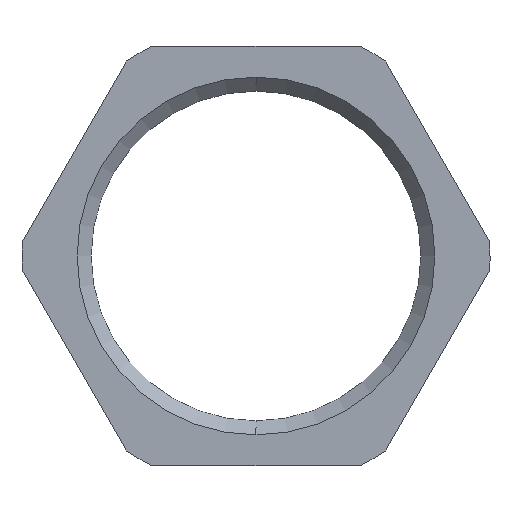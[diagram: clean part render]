
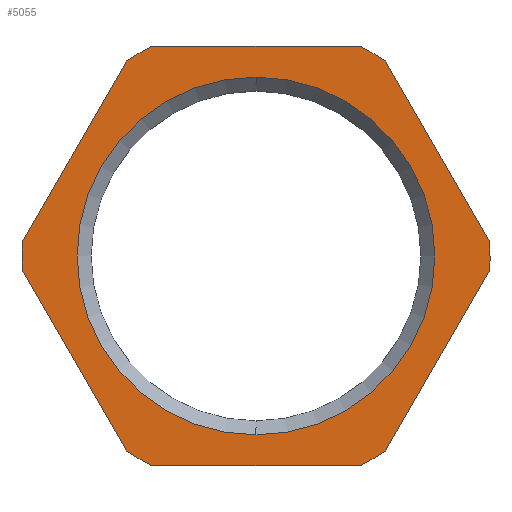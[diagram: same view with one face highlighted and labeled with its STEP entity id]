
A CAD part, left-side view. The second image highlights one B-rep face of the part: STEP entity #5055.
In plain terms, the highlighted planar face has unit normal (-1, 0, 0).
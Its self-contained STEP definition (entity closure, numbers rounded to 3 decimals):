
#23 = DIRECTION ( 'NONE',  ( 1., 0., 0. ) ) ;
#121 = AXIS2_PLACEMENT_3D ( 'NONE', #536, #6796, #2471 ) ;
#124 = EDGE_CURVE ( 'NONE', #6097, #346, #4089, .T. ) ;
#239 = VERTEX_POINT ( 'NONE', #7728 ) ;
#290 = DIRECTION ( 'NONE',  ( 0., -1., 0. ) ) ;
#327 = CARTESIAN_POINT ( 'NONE',  ( -3.5, 8.66, 15. ) ) ;
#346 = VERTEX_POINT ( 'NONE', #1144 ) ;
#394 = LINE ( 'NONE', #5986, #6820 ) ;
#491 = PLANE ( 'NONE',  #2495 ) ;
#501 = CARTESIAN_POINT ( 'NONE',  ( -3.5, -7.454, 15. ) ) ;
#536 = CARTESIAN_POINT ( 'NONE',  ( -3.5, 0., 0. ) ) ;
#546 = AXIS2_PLACEMENT_3D ( 'NONE', #2993, #4870, #7370 ) ;
#633 = AXIS2_PLACEMENT_3D ( 'NONE', #2250, #4801, #2329 ) ;
#788 = DIRECTION ( 'NONE',  ( 0., -0.5, 0.866 ) ) ;
#967 = VERTEX_POINT ( 'NONE', #3029 ) ;
#996 = CARTESIAN_POINT ( 'NONE',  ( -3.5, 16.717, 1.045 ) ) ;
#1016 = EDGE_CURVE ( 'NONE', #239, #7306, #4413, .T. ) ;
#1136 = CIRCLE ( 'NONE', #7395, 12.8 ) ;
#1144 = CARTESIAN_POINT ( 'NONE',  ( -3.5, 9.263, 13.955 ) ) ;
#1164 = CARTESIAN_POINT ( 'NONE',  ( -3.5, -8.66, -15. ) ) ;
#1228 = EDGE_CURVE ( 'NONE', #4689, #239, #1992, .T. ) ;
#1254 = DIRECTION ( 'NONE',  ( 0., 0., -1. ) ) ;
#1256 = EDGE_CURVE ( 'NONE', #3642, #3805, #1856, .T. ) ;
#1266 = EDGE_CURVE ( 'NONE', #5710, #967, #5071, .T. ) ;
#1275 = DIRECTION ( 'NONE',  ( -1., 0., 0. ) ) ;
#1340 = ORIENTED_EDGE ( 'NONE', *, *, #2300, .F. ) ;
#1373 = CARTESIAN_POINT ( 'NONE',  ( -3.5, 17.321, 0. ) ) ;
#1542 = ORIENTED_EDGE ( 'NONE', *, *, #3270, .F. ) ;
#1570 = VECTOR ( 'NONE', #6126, 1000. ) ;
#1580 = EDGE_LOOP ( 'NONE', ( #8089, #1944 ) ) ;
#1856 = CIRCLE ( 'NONE', #7183, 12.8 ) ;
#1891 = CARTESIAN_POINT ( 'NONE',  ( -3.5, 0., 0. ) ) ;
#1908 = FACE_BOUND ( 'NONE', #1580, .T. ) ;
#1944 = ORIENTED_EDGE ( 'NONE', *, *, #4242, .T. ) ;
#1955 = CARTESIAN_POINT ( 'NONE',  ( -3.5, -16.717, 1.045 ) ) ;
#1992 = CIRCLE ( 'NONE', #4263, 16.75 ) ;
#2001 = DIRECTION ( 'NONE',  ( 0., 0., -1. ) ) ;
#2180 = DIRECTION ( 'NONE',  ( 0., 0., -1. ) ) ;
#2250 = CARTESIAN_POINT ( 'NONE',  ( -3.5, 0., 0. ) ) ;
#2271 = VECTOR ( 'NONE', #3617, 1000. ) ;
#2300 = EDGE_CURVE ( 'NONE', #346, #3254, #2629, .T. ) ;
#2329 = DIRECTION ( 'NONE',  ( 0., 0., -1. ) ) ;
#2396 = VECTOR ( 'NONE', #788, 1000. ) ;
#2471 = DIRECTION ( 'NONE',  ( 0., 0., -1. ) ) ;
#2495 = AXIS2_PLACEMENT_3D ( 'NONE', #3749, #1275, #4464 ) ;
#2546 = VECTOR ( 'NONE', #4583, 1000. ) ;
#2629 = CIRCLE ( 'NONE', #633, 16.75 ) ;
#2648 = CARTESIAN_POINT ( 'NONE',  ( -3.5, -16.717, -1.045 ) ) ;
#2669 = AXIS2_PLACEMENT_3D ( 'NONE', #5031, #7568, #4406 ) ;
#2719 = EDGE_CURVE ( 'NONE', #7306, #3477, #7202, .T. ) ;
#2737 = ORIENTED_EDGE ( 'NONE', *, *, #4151, .F. ) ;
#2901 = DIRECTION ( 'NONE',  ( 0., 0.5, 0.866 ) ) ;
#2993 = CARTESIAN_POINT ( 'NONE',  ( -3.5, 0., 0. ) ) ;
#3003 = EDGE_CURVE ( 'NONE', #3477, #5710, #6786, .T. ) ;
#3029 = CARTESIAN_POINT ( 'NONE',  ( -3.5, -7.454, -15. ) ) ;
#3174 = EDGE_CURVE ( 'NONE', #5112, #6097, #8146, .T. ) ;
#3246 = VERTEX_POINT ( 'NONE', #5497 ) ;
#3254 = VERTEX_POINT ( 'NONE', #6927 ) ;
#3270 = EDGE_CURVE ( 'NONE', #967, #3246, #3582, .T. ) ;
#3305 = ORIENTED_EDGE ( 'NONE', *, *, #124, .F. ) ;
#3339 = AXIS2_PLACEMENT_3D ( 'NONE', #3964, #8260, #2001 ) ;
#3348 = CIRCLE ( 'NONE', #546, 16.75 ) ;
#3468 = VERTEX_POINT ( 'NONE', #6592 ) ;
#3477 = VERTEX_POINT ( 'NONE', #2648 ) ;
#3504 = ORIENTED_EDGE ( 'NONE', *, *, #2719, .F. ) ;
#3582 = LINE ( 'NONE', #1164, #1570 ) ;
#3617 = DIRECTION ( 'NONE',  ( 0., 0.5, -0.866 ) ) ;
#3642 = VERTEX_POINT ( 'NONE', #7484 ) ;
#3749 = CARTESIAN_POINT ( 'NONE',  ( -3.5, 16.75, 0. ) ) ;
#3775 = CARTESIAN_POINT ( 'NONE',  ( -3.5, -8.66, 15. ) ) ;
#3805 = VERTEX_POINT ( 'NONE', #4518 ) ;
#3964 = CARTESIAN_POINT ( 'NONE',  ( -3.5, 0., 0. ) ) ;
#4089 = LINE ( 'NONE', #1373, #2396 ) ;
#4151 = EDGE_CURVE ( 'NONE', #3254, #4689, #6582, .T. ) ;
#4242 = EDGE_CURVE ( 'NONE', #3805, #3642, #1136, .T. ) ;
#4263 = AXIS2_PLACEMENT_3D ( 'NONE', #6818, #23, #1254 ) ;
#4406 = DIRECTION ( 'NONE',  ( 0., 0., -1. ) ) ;
#4413 = LINE ( 'NONE', #3775, #2546 ) ;
#4464 = DIRECTION ( 'NONE',  ( 0., 0., 1. ) ) ;
#4518 = CARTESIAN_POINT ( 'NONE',  ( -3.5, 0., -12.8 ) ) ;
#4583 = DIRECTION ( 'NONE',  ( 0., -0.5, -0.866 ) ) ;
#4689 = VERTEX_POINT ( 'NONE', #501 ) ;
#4801 = DIRECTION ( 'NONE',  ( 1., 0., 0. ) ) ;
#4870 = DIRECTION ( 'NONE',  ( 1., 0., 0. ) ) ;
#4893 = DIRECTION ( 'NONE',  ( 1., 0., 0. ) ) ;
#5031 = CARTESIAN_POINT ( 'NONE',  ( -3.5, 0., 0. ) ) ;
#5055 = ADVANCED_FACE ( 'NONE', ( #1908, #6199 ), #491, .T. ) ;
#5071 = CIRCLE ( 'NONE', #2669, 16.75 ) ;
#5112 = VERTEX_POINT ( 'NONE', #6163 ) ;
#5497 = CARTESIAN_POINT ( 'NONE',  ( -3.5, 7.454, -15. ) ) ;
#5505 = CARTESIAN_POINT ( 'NONE',  ( -3.5, 0., 0. ) ) ;
#5710 = VERTEX_POINT ( 'NONE', #7935 ) ;
#5986 = CARTESIAN_POINT ( 'NONE',  ( -3.5, 8.66, -15. ) ) ;
#6067 = VECTOR ( 'NONE', #290, 1000. ) ;
#6097 = VERTEX_POINT ( 'NONE', #996 ) ;
#6126 = DIRECTION ( 'NONE',  ( 0., 1., 0. ) ) ;
#6128 = ORIENTED_EDGE ( 'NONE', *, *, #1228, .F. ) ;
#6163 = CARTESIAN_POINT ( 'NONE',  ( -3.5, 16.717, -1.045 ) ) ;
#6182 = DIRECTION ( 'NONE',  ( 1., 0., 0. ) ) ;
#6188 = ORIENTED_EDGE ( 'NONE', *, *, #3003, .F. ) ;
#6199 = FACE_OUTER_BOUND ( 'NONE', #7258, .T. ) ;
#6308 = DIRECTION ( 'NONE',  ( 0., 0., -1. ) ) ;
#6419 = ORIENTED_EDGE ( 'NONE', *, *, #1016, .F. ) ;
#6582 = LINE ( 'NONE', #327, #6067 ) ;
#6592 = CARTESIAN_POINT ( 'NONE',  ( -3.5, 9.263, -13.955 ) ) ;
#6767 = ORIENTED_EDGE ( 'NONE', *, *, #7588, .F. ) ;
#6786 = LINE ( 'NONE', #6835, #2271 ) ;
#6796 = DIRECTION ( 'NONE',  ( 1., 0., 0. ) ) ;
#6818 = CARTESIAN_POINT ( 'NONE',  ( -3.5, 0., 0. ) ) ;
#6820 = VECTOR ( 'NONE', #2901, 1000. ) ;
#6835 = CARTESIAN_POINT ( 'NONE',  ( -3.5, -17.321, 0. ) ) ;
#6847 = ORIENTED_EDGE ( 'NONE', *, *, #1266, .F. ) ;
#6927 = CARTESIAN_POINT ( 'NONE',  ( -3.5, 7.454, 15. ) ) ;
#6977 = ORIENTED_EDGE ( 'NONE', *, *, #7967, .F. ) ;
#7183 = AXIS2_PLACEMENT_3D ( 'NONE', #1891, #6182, #6308 ) ;
#7202 = CIRCLE ( 'NONE', #3339, 16.75 ) ;
#7258 = EDGE_LOOP ( 'NONE', ( #6847, #6188, #3504, #6419, #6128, #2737, #1340, #3305, #8186, #6977, #6767, #1542 ) ) ;
#7306 = VERTEX_POINT ( 'NONE', #1955 ) ;
#7370 = DIRECTION ( 'NONE',  ( 0., 0., -1. ) ) ;
#7395 = AXIS2_PLACEMENT_3D ( 'NONE', #5505, #4893, #2180 ) ;
#7484 = CARTESIAN_POINT ( 'NONE',  ( -3.5, 0., 12.8 ) ) ;
#7568 = DIRECTION ( 'NONE',  ( 1., 0., 0. ) ) ;
#7588 = EDGE_CURVE ( 'NONE', #3246, #3468, #3348, .T. ) ;
#7728 = CARTESIAN_POINT ( 'NONE',  ( -3.5, -9.263, 13.955 ) ) ;
#7935 = CARTESIAN_POINT ( 'NONE',  ( -3.5, -9.263, -13.955 ) ) ;
#7967 = EDGE_CURVE ( 'NONE', #3468, #5112, #394, .T. ) ;
#8089 = ORIENTED_EDGE ( 'NONE', *, *, #1256, .T. ) ;
#8146 = CIRCLE ( 'NONE', #121, 16.75 ) ;
#8186 = ORIENTED_EDGE ( 'NONE', *, *, #3174, .F. ) ;
#8260 = DIRECTION ( 'NONE',  ( 1., 0., 0. ) ) ;
